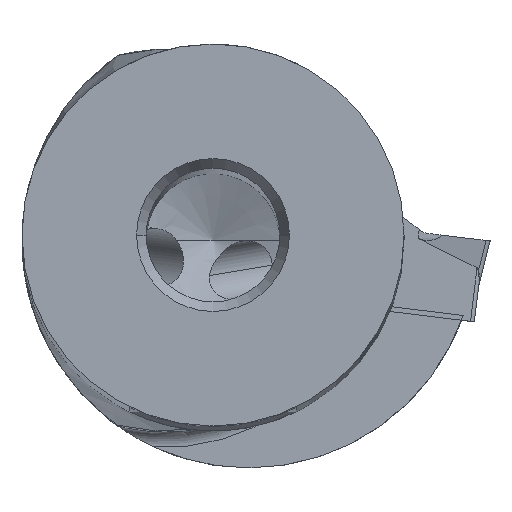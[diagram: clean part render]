
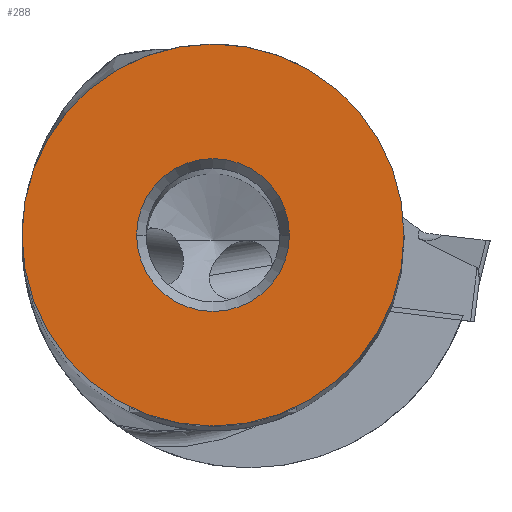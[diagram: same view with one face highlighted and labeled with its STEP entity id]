
A CAD part, top view. The second image highlights one B-rep face of the part: STEP entity #288.
In plain terms, the highlighted planar face has unit normal (0, 0, 1).
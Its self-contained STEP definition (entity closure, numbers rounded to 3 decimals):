
#52=FACE_BOUND('',#615,.T.);
#53=FACE_BOUND('',#616,.T.);
#288=ADVANCED_FACE('',(#52,#53),#348,.F.);
#348=PLANE('',#3133);
#615=EDGE_LOOP('',(#1353,#1354));
#616=EDGE_LOOP('',(#1355,#1356));
#1353=ORIENTED_EDGE('',*,*,#2081,.F.);
#1354=ORIENTED_EDGE('',*,*,#2075,.F.);
#1355=ORIENTED_EDGE('',*,*,#2086,.F.);
#1356=ORIENTED_EDGE('',*,*,#2087,.F.);
#1687=VERTEX_POINT('',#6062);
#1688=VERTEX_POINT('',#6064);
#1697=VERTEX_POINT('',#6086);
#1698=VERTEX_POINT('',#6087);
#2075=EDGE_CURVE('',#1687,#1688,#2362,.T.);
#2081=EDGE_CURVE('',#1688,#1687,#2363,.T.);
#2086=EDGE_CURVE('',#1697,#1698,#2364,.T.);
#2087=EDGE_CURVE('',#1698,#1697,#2365,.T.);
#2362=CIRCLE('',#3123,10.);
#2363=CIRCLE('',#3127,10.);
#2364=CIRCLE('',#3131,4.);
#2365=CIRCLE('',#3132,4.);
#3123=AXIS2_PLACEMENT_3D('',#6063,#3766,#3767);
#3127=AXIS2_PLACEMENT_3D('',#6075,#3777,#3778);
#3131=AXIS2_PLACEMENT_3D('',#6085,#3787,#3788);
#3132=AXIS2_PLACEMENT_3D('',#6088,#3789,#3790);
#3133=AXIS2_PLACEMENT_3D('',#6089,#3791,#3792);
#3766=DIRECTION('',(0.,0.,-1.));
#3767=DIRECTION('',(-1.,0.,0.));
#3777=DIRECTION('',(0.,0.,-1.));
#3778=DIRECTION('',(1.,0.,0.));
#3787=DIRECTION('',(0.,0.,1.));
#3788=DIRECTION('',(1.,0.,0.));
#3789=DIRECTION('',(0.,0.,1.));
#3790=DIRECTION('',(-1.,0.,0.));
#3791=DIRECTION('',(0.,0.,-1.));
#3792=DIRECTION('',(-1.,0.,0.));
#6062=CARTESIAN_POINT('',(-10.,0.,0.));
#6063=CARTESIAN_POINT('',(0.,0.,0.));
#6064=CARTESIAN_POINT('',(10.,0.,0.));
#6075=CARTESIAN_POINT('',(0.,0.,0.));
#6085=CARTESIAN_POINT('',(0.,0.,0.));
#6086=CARTESIAN_POINT('',(4.,0.,0.));
#6087=CARTESIAN_POINT('',(-4.,0.,0.));
#6088=CARTESIAN_POINT('',(0.,0.,0.));
#6089=CARTESIAN_POINT('',(0.,0.,0.));
